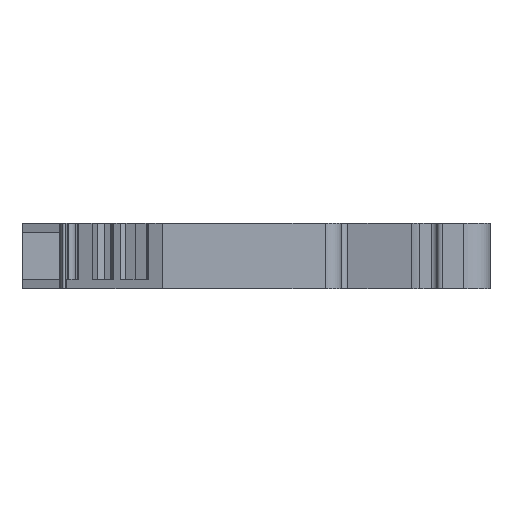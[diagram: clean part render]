
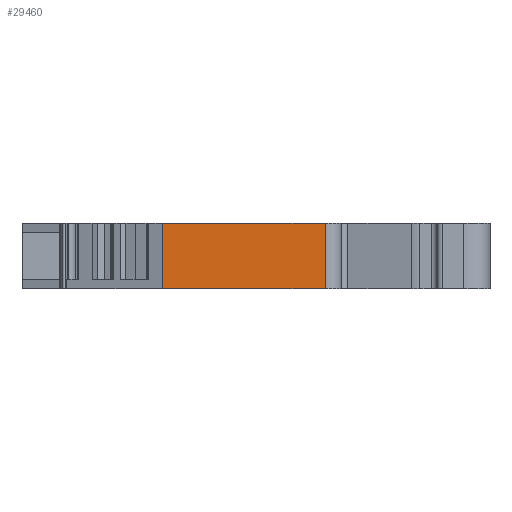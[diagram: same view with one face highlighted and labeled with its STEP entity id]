
A CAD part, left-side view. The second image highlights one B-rep face of the part: STEP entity #29460.
In plain terms, the highlighted planar face has unit normal (-1, 0, 0).
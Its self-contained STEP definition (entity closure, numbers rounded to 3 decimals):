
#7620=CARTESIAN_POINT('',(-43.,8.5,0.));
#7630=VERTEX_POINT('',#7620);
#7660=CARTESIAN_POINT('',(-43.,404.345,0.));
#7670=DIRECTION('',(0.,-1.,0.));
#7680=VECTOR('',#7670,1.);
#7690=LINE('',#7660,#7680);
#7700=CARTESIAN_POINT('',(-43.,23.796,0.));
#7710=VERTEX_POINT('',#7700);
#7720=EDGE_CURVE('',#7710,#7630,#7690,.T.);
#15510=CARTESIAN_POINT('',(-43.,23.796,
-6.2));
#15520=VERTEX_POINT('',#15510);
#15550=CARTESIAN_POINT('',(-43.,404.345,
-6.2));
#15560=DIRECTION('',(0.,1.,0.));
#15570=VECTOR('',#15560,1.);
#15580=LINE('',#15550,#15570);
#15590=CARTESIAN_POINT('',(-43.,8.5,
-6.2));
#15600=VERTEX_POINT('',#15590);
#15610=EDGE_CURVE('',#15600,#15520,#15580,.T.);
#29190=CARTESIAN_POINT('',(-43.,23.796,0.));
#29200=DIRECTION('',(0.,0.,-1.));
#29210=VECTOR('',#29200,1.);
#29220=LINE('',#29190,#29210);
#29230=EDGE_CURVE('',#7710,#15520,#29220,.T.);
#29300=CARTESIAN_POINT('',(-43.,8.5,0.));
#29310=DIRECTION('',(1.,0.,0.));
#29320=DIRECTION('',(0.,-1.,0.));
#29330=AXIS2_PLACEMENT_3D('',#29300,#29310,#29320);
#29340=PLANE('',#29330);
#29350=ORIENTED_EDGE('',*,*,#7720,.F.);
#29360=CARTESIAN_POINT('',(-43.,8.5,0.));
#29370=DIRECTION('',(0.,0.,-1.));
#29380=VECTOR('',#29370,1.);
#29390=LINE('',#29360,#29380);
#29400=EDGE_CURVE('',#7630,#15600,#29390,.T.);
#29410=ORIENTED_EDGE('',*,*,#29400,.F.);
#29420=ORIENTED_EDGE('',*,*,#15610,.F.);
#29430=ORIENTED_EDGE('',*,*,#29230,.T.);
#29440=EDGE_LOOP('',(#29430,#29420,#29410,#29350));
#29450=FACE_OUTER_BOUND('',#29440,.T.);
#29460=ADVANCED_FACE('',(#29450),#29340,.F.);
